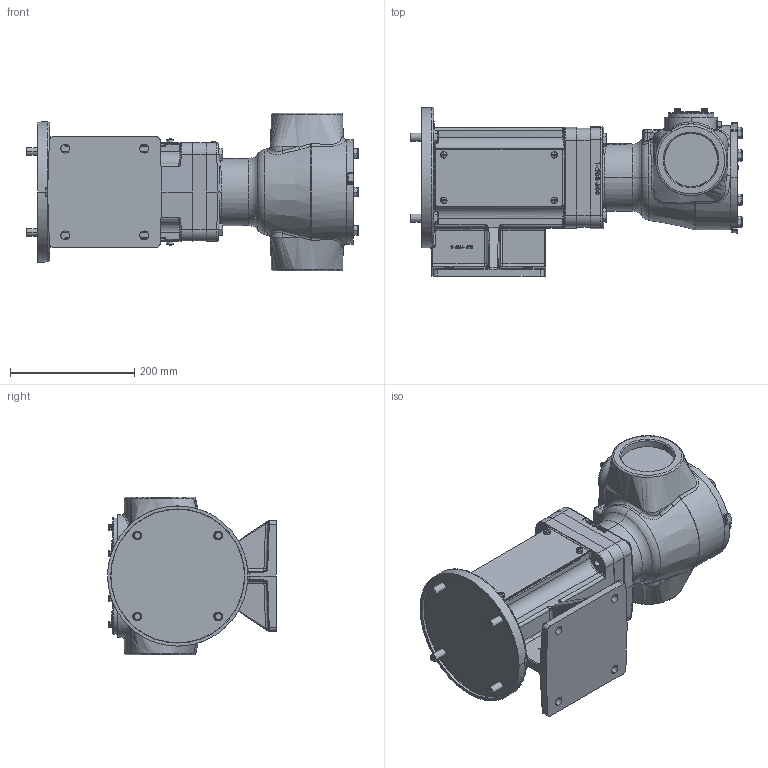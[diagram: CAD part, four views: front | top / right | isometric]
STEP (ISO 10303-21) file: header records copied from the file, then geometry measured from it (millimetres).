
FILE_DESCRIPTION (( 'STEP AP214' ), '1' );
FILE_NAME ('AL495-M_(254-256TC).STEP', '2017-02-27T15:47:02', ( '' ), ( '' ), 'SwSTEP 2.0', 'SolidWorks 2016', '' );
FILE_SCHEMA (( 'AUTOMOTIVE_DESIGN' ));
Length unit declared in the file: inch
Products named in the file (2): AL495-M_(254-256TC)
Bounding box: 534.44 x 271.53 x 254 mm (x, y, z)
Volume: 12640610.5 mm3; surface area: 589055.8 mm2
Topology: 1 solids, 14 shells, 2304 faces, 5975 edges, 3826 vertices
Faces by surface type: plane 1123, bspline 560, cylinder 361, cone 149, torus 77, sphere 34
Entity records: 152713 total; most frequent: CARTESIAN_POINT 85452, ORIENTED_EDGE 11918, DIRECTION 8522, EDGE_CURVE 5959, VERTEX_POINT 3826, AXIS2_PLACEMENT_3D 2904, VECTOR 2714, LINE 2714
